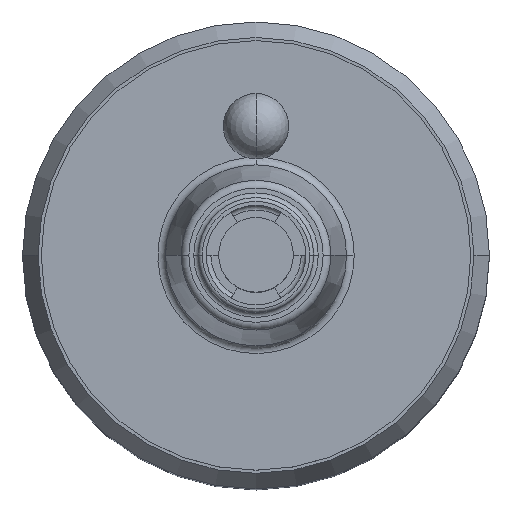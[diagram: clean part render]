
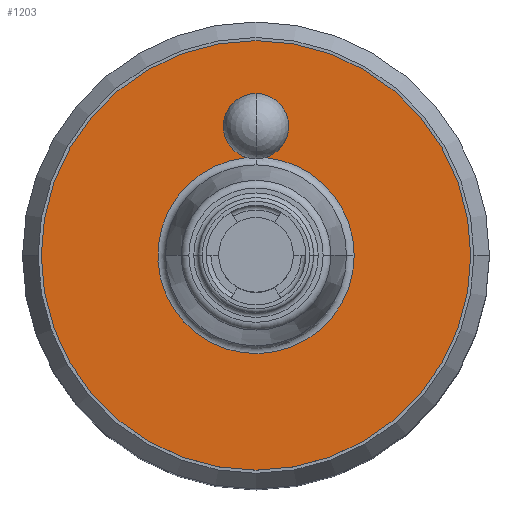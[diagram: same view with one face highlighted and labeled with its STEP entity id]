
A CAD part, top view. The second image highlights one B-rep face of the part: STEP entity #1203.
In plain terms, the highlighted planar face has unit normal (0, 0, 1).
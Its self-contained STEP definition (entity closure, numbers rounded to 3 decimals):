
#218=CARTESIAN_POINT('',(0.,0.,1.));
#219=DIRECTION('',(0.,0.,-1.));
#220=DIRECTION('',(1.,0.,0.));
#221=AXIS2_PLACEMENT_3D('',#218,#219,#220);
#223=CARTESIAN_POINT('',(0.,0.,1.));
#224=DIRECTION('',(0.,0.,-1.));
#225=DIRECTION('',(-1.,0.,0.));
#226=AXIS2_PLACEMENT_3D('',#223,#224,#225);
#228=CARTESIAN_POINT('',(0.,0.,1.));
#229=DIRECTION('',(0.,0.,1.));
#230=DIRECTION('',(1.,0.,0.));
#231=AXIS2_PLACEMENT_3D('',#228,#229,#230);
#233=CARTESIAN_POINT('',(0.,8.3,1.));
#234=DIRECTION('',(0.,0.,1.));
#235=DIRECTION('',(0.277,-0.961,0.));
#236=AXIS2_PLACEMENT_3D('',#233,#234,#235);
#238=CARTESIAN_POINT('',(0.,8.3,1.));
#239=DIRECTION('',(0.,0.,1.));
#240=DIRECTION('',(0.,1.,0.));
#241=AXIS2_PLACEMENT_3D('',#238,#239,#240);
#243=CARTESIAN_POINT('',(0.,0.,1.));
#244=DIRECTION('',(0.,0.,-1.));
#245=DIRECTION('',(1.,0.,0.));
#246=AXIS2_PLACEMENT_3D('',#243,#244,#245);
#258=CARTESIAN_POINT('',(-0.581,6.282,1.));
#692=VERTEX_POINT('',#258);
#693=CARTESIAN_POINT('',(6.309,0.,1.));
#694=VERTEX_POINT('',#693);
#695=CARTESIAN_POINT('',(13.8,0.,1.));
#696=CARTESIAN_POINT('',(-13.8,0.,1.));
#697=VERTEX_POINT('',#695);
#698=VERTEX_POINT('',#696);
#699=CARTESIAN_POINT('',(0.581,6.282,1.));
#700=VERTEX_POINT('',#699);
#701=CARTESIAN_POINT('',(0.,10.4,1.));
#702=VERTEX_POINT('',#701);
#1184=CARTESIAN_POINT('',(0.,0.,1.));
#1185=DIRECTION('',(0.,0.,-1.));
#1186=DIRECTION('',(-1.,0.,0.));
#1187=AXIS2_PLACEMENT_3D('',#1184,#1185,#1186);
#1188=PLANE('',#1187);
#1189=ORIENTED_EDGE('',*,*,#1150,.T.);
#1190=ORIENTED_EDGE('',*,*,#1171,.T.);
#1191=EDGE_LOOP('',(#1189,#1190));
#1192=FACE_OUTER_BOUND('',#1191,.F.);
#1194=ORIENTED_EDGE('',*,*,#1193,.F.);
#1196=ORIENTED_EDGE('',*,*,#1195,.T.);
#1198=ORIENTED_EDGE('',*,*,#1197,.T.);
#1200=ORIENTED_EDGE('',*,*,#1199,.T.);
#1201=EDGE_LOOP('',(#1194,#1196,#1198,#1200));
#1202=FACE_BOUND('',#1201,.F.);
#1203=ADVANCED_FACE('',(#1192,#1202),#1188,.F.);
#222=CIRCLE('',#221,13.8);
#227=CIRCLE('',#226,13.8);
#232=CIRCLE('',#231,6.309);
#237=CIRCLE('',#236,2.1);
#242=CIRCLE('',#241,2.1);
#247=CIRCLE('',#246,6.309);
#1150=EDGE_CURVE('',#697,#698,#222,.T.);
#1171=EDGE_CURVE('',#698,#697,#227,.T.);
#1193=EDGE_CURVE('',#694,#692,#247,.T.);
#1195=EDGE_CURVE('',#694,#700,#232,.T.);
#1197=EDGE_CURVE('',#700,#702,#237,.T.);
#1199=EDGE_CURVE('',#702,#692,#242,.T.);
